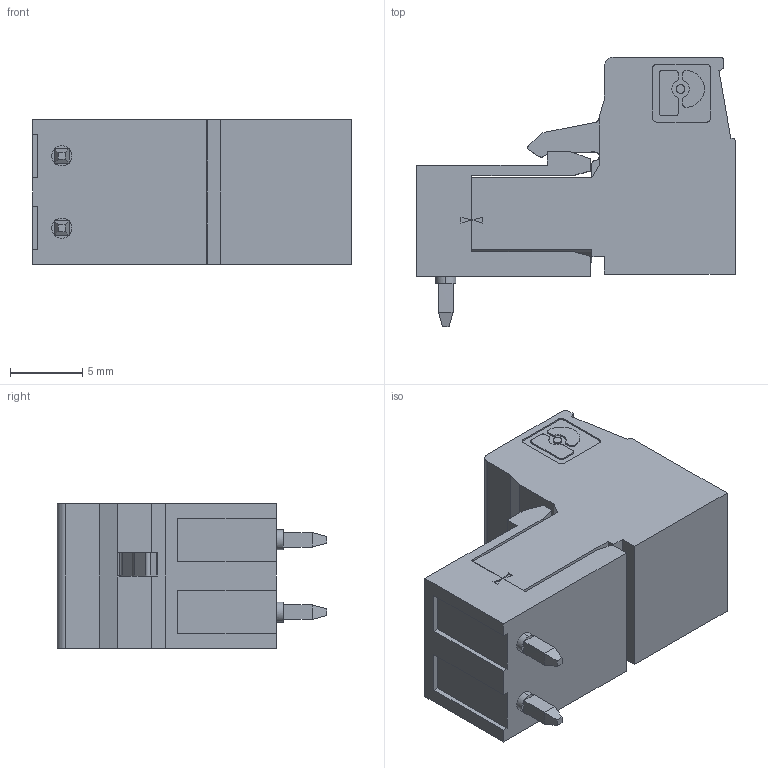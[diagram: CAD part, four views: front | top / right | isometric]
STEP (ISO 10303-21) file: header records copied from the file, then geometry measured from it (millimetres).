
FILE_DESCRIPTION (( 'STEP AP214' ), '1' );
FILE_NAME ('MSTB.STEP', '2023-07-19T17:15:44', ( '' ), ( '' ), 'SwSTEP 2.0', 'SolidWorks 2022', '' );
FILE_SCHEMA (( 'AUTOMOTIVE_DESIGN' ));
Length unit declared in the file: millimetre
Products named in the file (1): MSTB
Bounding box: 22 x 18.64 x 10 mm (x, y, z)
Surface area: 2050.8 mm2 (no closed solid volume)
Topology: 0 solids, 3 shells, 311 faces, 771 edges, 493 vertices
Faces by surface type: plane 230, cylinder 79, cone 2
Entity records: 9141 total; most frequent: CARTESIAN_POINT 1586, DIRECTION 1568, ORIENTED_EDGE 1538, EDGE_CURVE 770, VECTOR 586, LINE 586, VERTEX_POINT 493, AXIS2_PLACEMENT_3D 491
